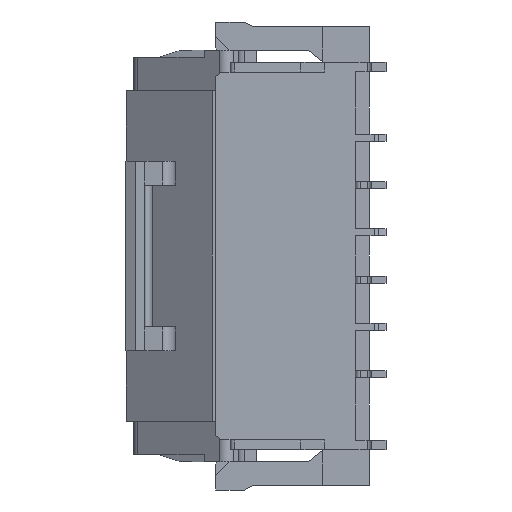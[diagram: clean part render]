
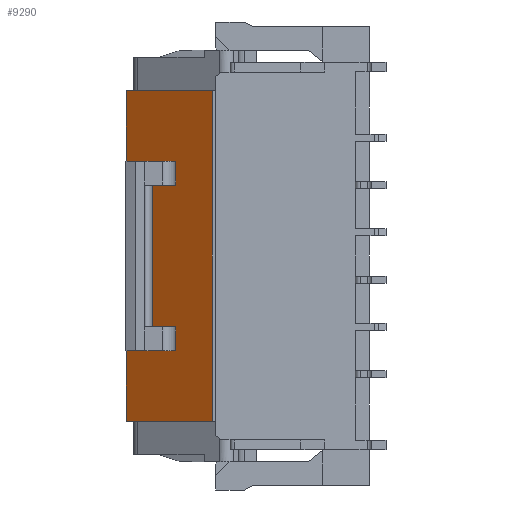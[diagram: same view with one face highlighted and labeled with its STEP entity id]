
A CAD part, left-side view. The second image highlights one B-rep face of the part: STEP entity #9290.
In plain terms, the highlighted face is planar.
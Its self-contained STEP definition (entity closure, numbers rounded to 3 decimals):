
#316=FACE_OUTER_BOUND('',#793,.T.);
#793=EDGE_LOOP('',(#6302,#6303,#6304,#6305,#6306,#6307,#6308,#6309,#6310,
#6311,#6312,#6313));
#1300=LINE('',#13097,#2534);
#1421=LINE('',#13376,#2655);
#1422=LINE('',#13378,#2656);
#1423=LINE('',#13380,#2657);
#1424=LINE('',#13382,#2658);
#1425=LINE('',#13384,#2659);
#1426=LINE('',#13386,#2660);
#1427=LINE('',#13388,#2661);
#1428=LINE('',#13390,#2662);
#1429=LINE('',#13392,#2663);
#1430=LINE('',#13394,#2664);
#1431=LINE('',#13395,#2665);
#2534=VECTOR('',#10518,1.);
#2655=VECTOR('',#10725,1.);
#2656=VECTOR('',#10726,1.);
#2657=VECTOR('',#10727,1.);
#2658=VECTOR('',#10728,1.);
#2659=VECTOR('',#10729,1.);
#2660=VECTOR('',#10730,1.);
#2661=VECTOR('',#10731,1.);
#2662=VECTOR('',#10732,1.);
#2663=VECTOR('',#10733,1.);
#2664=VECTOR('',#10734,1.);
#2665=VECTOR('',#10735,1.);
#3768=VERTEX_POINT('',#13094);
#3769=VERTEX_POINT('',#13096);
#3884=VERTEX_POINT('',#13375);
#3885=VERTEX_POINT('',#13377);
#3886=VERTEX_POINT('',#13379);
#3887=VERTEX_POINT('',#13381);
#3888=VERTEX_POINT('',#13383);
#3889=VERTEX_POINT('',#13385);
#3890=VERTEX_POINT('',#13387);
#3891=VERTEX_POINT('',#13389);
#3892=VERTEX_POINT('',#13391);
#3893=VERTEX_POINT('',#13393);
#4703=EDGE_CURVE('',#3769,#3768,#1300,.T.);
#4842=EDGE_CURVE('',#3769,#3884,#1421,.T.);
#4843=EDGE_CURVE('',#3885,#3768,#1422,.T.);
#4844=EDGE_CURVE('',#3886,#3885,#1423,.T.);
#4845=EDGE_CURVE('',#3886,#3887,#1424,.T.);
#4846=EDGE_CURVE('',#3888,#3887,#1425,.T.);
#4847=EDGE_CURVE('',#3888,#3889,#1426,.T.);
#4848=EDGE_CURVE('',#3890,#3889,#1427,.T.);
#4849=EDGE_CURVE('',#3890,#3891,#1428,.T.);
#4850=EDGE_CURVE('',#3892,#3891,#1429,.T.);
#4851=EDGE_CURVE('',#3893,#3892,#1430,.T.);
#4852=EDGE_CURVE('',#3884,#3893,#1431,.T.);
#6302=ORIENTED_EDGE('',*,*,#4842,.F.);
#6303=ORIENTED_EDGE('',*,*,#4703,.T.);
#6304=ORIENTED_EDGE('',*,*,#4843,.F.);
#6305=ORIENTED_EDGE('',*,*,#4844,.F.);
#6306=ORIENTED_EDGE('',*,*,#4845,.T.);
#6307=ORIENTED_EDGE('',*,*,#4846,.F.);
#6308=ORIENTED_EDGE('',*,*,#4847,.T.);
#6309=ORIENTED_EDGE('',*,*,#4848,.F.);
#6310=ORIENTED_EDGE('',*,*,#4849,.T.);
#6311=ORIENTED_EDGE('',*,*,#4850,.F.);
#6312=ORIENTED_EDGE('',*,*,#4851,.F.);
#6313=ORIENTED_EDGE('',*,*,#4852,.F.);
#8884=PLANE('',#9810);
#9290=ADVANCED_FACE('',(#316),#8884,.T.);
#9810=AXIS2_PLACEMENT_3D('',#13374,#10723,#10724);
#10518=DIRECTION('',(0.,-1.,0.));
#10723=DIRECTION('center_axis',(1.,0.,0.));
#10724=DIRECTION('ref_axis',(0.,1.,0.));
#10725=DIRECTION('',(0.,0.,-1.));
#10726=DIRECTION('',(0.,0.,1.));
#10727=DIRECTION('',(0.,-1.,0.));
#10728=DIRECTION('',(0.,0.,-1.));
#10729=DIRECTION('',(0.,1.,0.));
#10730=DIRECTION('',(0.,0.,-1.));
#10731=DIRECTION('',(0.,-1.,0.));
#10732=DIRECTION('',(0.,0.,-1.));
#10733=DIRECTION('',(0.,1.,0.));
#10734=DIRECTION('',(0.,0.,1.));
#10735=DIRECTION('',(0.,-1.,0.));
#13094=CARTESIAN_POINT('',(1.6,-4.856,21.61));
#13096=CARTESIAN_POINT('',(1.6,-2.604,21.61));
#13097=CARTESIAN_POINT('',(1.6,0.,21.61));
#13374=CARTESIAN_POINT('Origin',(1.6,-4.9,10.61));
#13375=CARTESIAN_POINT('',(1.6,-2.604,14.61));
#13376=CARTESIAN_POINT('',(1.6,-2.604,-13.5));
#13377=CARTESIAN_POINT('',(1.6,-4.856,20.11));
#13378=CARTESIAN_POINT('',(1.6,-4.856,-13.5));
#13379=CARTESIAN_POINT('',(1.6,-3.559,20.11));
#13380=CARTESIAN_POINT('',(1.6,0.,20.11));
#13381=CARTESIAN_POINT('',(1.6,-3.559,19.61));
#13382=CARTESIAN_POINT('',(1.6,-3.559,22.86));
#13383=CARTESIAN_POINT('',(1.6,-4.167,19.61));
#13384=CARTESIAN_POINT('',(1.6,0.,19.61));
#13385=CARTESIAN_POINT('',(1.6,-4.167,16.61));
#13386=CARTESIAN_POINT('',(1.6,-4.167,16.86));
#13387=CARTESIAN_POINT('',(1.6,-3.559,16.61));
#13388=CARTESIAN_POINT('',(1.6,0.,16.61));
#13389=CARTESIAN_POINT('',(1.6,-3.559,16.11));
#13390=CARTESIAN_POINT('',(1.6,-3.559,25.36));
#13391=CARTESIAN_POINT('',(1.6,-4.856,16.11));
#13392=CARTESIAN_POINT('',(1.6,0.,16.11));
#13393=CARTESIAN_POINT('',(1.6,-4.856,14.61));
#13394=CARTESIAN_POINT('',(1.6,-4.856,-13.5));
#13395=CARTESIAN_POINT('',(1.6,0.,14.61));
